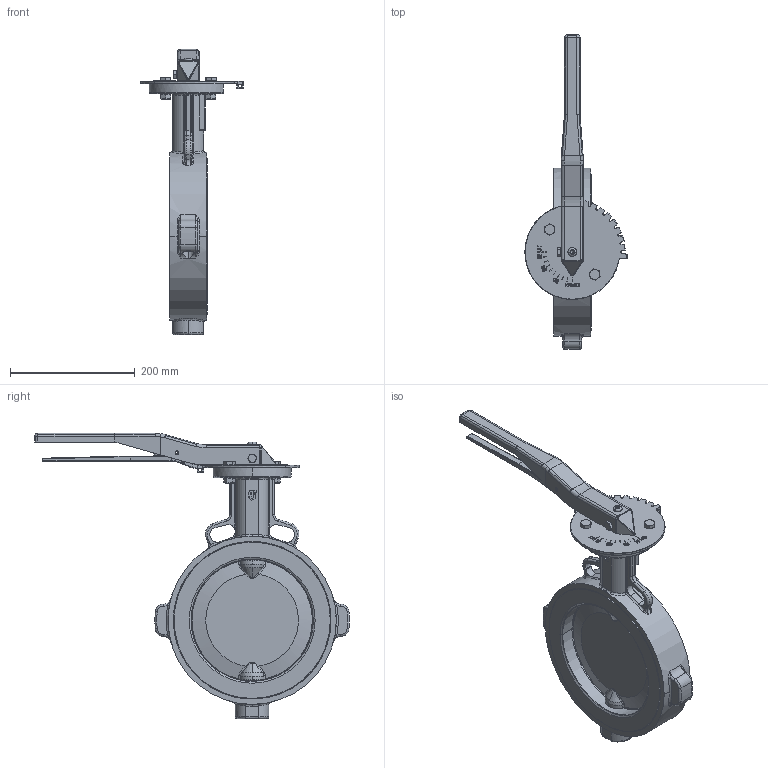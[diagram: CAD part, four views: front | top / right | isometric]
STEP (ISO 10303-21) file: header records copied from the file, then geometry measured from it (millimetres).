
FILE_DESCRIPTION(('HOOPS Exchange Step'),'2;1');
FILE_NAME('AK09_DN200_PN10-16_ansi150_Handhebel.stp','2025-10-06T11:22:11+02:00',('nieru'),('Unknown organisation'),'HOOPS Exchange 2024.2','HOOPS Exchange','Unknown authorisation');
FILE_SCHEMA( ('AP203_CONFIGURATION_CONTROLLED_3D_DESIGN_OF_MECHANICAL_PARTS_AND_ASSEMBLIES_MIM_LF') );
Length unit declared in the file: millimetre
Products named in the file (3): 0; root
Assembly tree (2 placements, depth 3):
  root
    0
      0
Bounding box: 164 x 504.93 x 458 mm (x, y, z)
Volume: 2882990.3 mm3; surface area: 469953.6 mm2
Topology: 2 solids, 2 shells, 1613 faces, 4224 edges, 2635 vertices
Faces by surface type: cylinder 539, plane 442, bspline 297, torus 175, cone 123, sphere 37
Entity records: 127985 total; most frequent: CARTESIAN_POINT 93809, ORIENTED_EDGE 8346, DIRECTION 5084, EDGE_CURVE 4173, VERTEX_POINT 2635, B_SPLINE_CURVE_WITH_KNOTS 2079, AXIS2_PLACEMENT_3D 1846, EDGE_LOOP 1712
